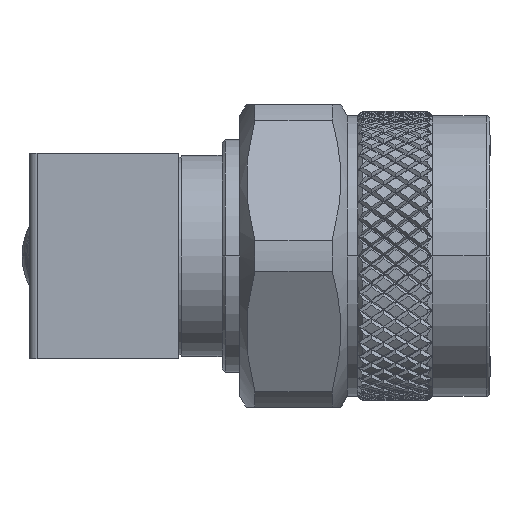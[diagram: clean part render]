
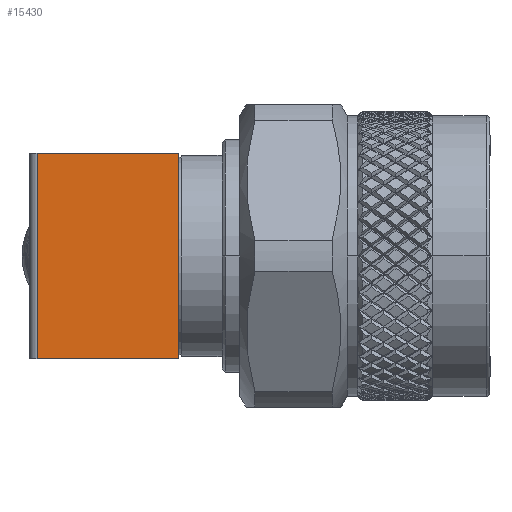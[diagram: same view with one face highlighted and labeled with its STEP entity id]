
A CAD part, left-side view. The second image highlights one B-rep face of the part: STEP entity #15430.
In plain terms, the highlighted planar face has unit normal (-1, 0, 0).
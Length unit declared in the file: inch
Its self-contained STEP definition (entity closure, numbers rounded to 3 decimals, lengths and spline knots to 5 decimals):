
#3741 = DIRECTION ( 'NONE',  ( 0., -1., 0. ) ) ;
#8784 = AXIS2_PLACEMENT_3D ( 'NONE', #37417, #58029, #26591 ) ;
#11719 = FACE_OUTER_BOUND ( 'NONE', #61915, .T. ) ;
#12121 = VECTOR ( 'NONE', #65614, 39.37008 ) ;
#12793 = VERTEX_POINT ( 'NONE', #13423 ) ;
#12894 = VECTOR ( 'NONE', #38298, 39.37008 ) ;
#13423 = CARTESIAN_POINT ( 'NONE',  ( -0.27559, 0.24024, -0.27559 ) ) ;
#15430 = ADVANCED_FACE ( 'NONE', ( #11719 ), #62777, .F. ) ;
#17029 = EDGE_CURVE ( 'NONE', #66216, #35134, #37440, .T. ) ;
#18588 = EDGE_CURVE ( 'NONE', #66216, #12793, #30447, .T. ) ;
#19898 = ORIENTED_EDGE ( 'NONE', *, *, #18588, .T. ) ;
#20017 = CARTESIAN_POINT ( 'NONE',  ( -0.27559, -0.13876, -0.27559 ) ) ;
#26560 = EDGE_CURVE ( 'NONE', #12793, #59814, #39585, .T. ) ;
#26591 = DIRECTION ( 'NONE',  ( 0., 1., 0. ) ) ;
#26684 = CARTESIAN_POINT ( 'NONE',  ( -0.27559, 0.24024, 0.27559 ) ) ;
#26819 = LINE ( 'NONE', #64000, #12894 ) ;
#30447 = LINE ( 'NONE', #50094, #12121 ) ;
#35134 = VERTEX_POINT ( 'NONE', #36541 ) ;
#36541 = CARTESIAN_POINT ( 'NONE',  ( -0.27559, -0.13876, 0.27559 ) ) ;
#36894 = VECTOR ( 'NONE', #59732, 39.37008 ) ;
#37417 = CARTESIAN_POINT ( 'NONE',  ( -0.27559, -0.24024, 0.27559 ) ) ;
#37440 = LINE ( 'NONE', #42514, #36894 ) ;
#38298 = DIRECTION ( 'NONE',  ( 0., 0., 1. ) ) ;
#39585 = LINE ( 'NONE', #64948, #40261 ) ;
#39768 = ORIENTED_EDGE ( 'NONE', *, *, #26560, .T. ) ;
#40261 = VECTOR ( 'NONE', #3741, 39.37008 ) ;
#42514 = CARTESIAN_POINT ( 'NONE',  ( -0.27559, -0.24024, 0.27559 ) ) ;
#50094 = CARTESIAN_POINT ( 'NONE',  ( -0.27559, 0.24024, 0.27559 ) ) ;
#53988 = EDGE_CURVE ( 'NONE', #59814, #35134, #26819, .T. ) ;
#58029 = DIRECTION ( 'NONE',  ( 1., 0., 0. ) ) ;
#58842 = ORIENTED_EDGE ( 'NONE', *, *, #17029, .F. ) ;
#59732 = DIRECTION ( 'NONE',  ( 0., -1., 0. ) ) ;
#59814 = VERTEX_POINT ( 'NONE', #20017 ) ;
#61915 = EDGE_LOOP ( 'NONE', ( #39768, #63207, #58842, #19898 ) ) ;
#62777 = PLANE ( 'NONE',  #8784 ) ;
#63207 = ORIENTED_EDGE ( 'NONE', *, *, #53988, .T. ) ;
#64000 = CARTESIAN_POINT ( 'NONE',  ( -0.27559, -0.13876, 0.27559 ) ) ;
#64948 = CARTESIAN_POINT ( 'NONE',  ( -0.27559, -0.24024, -0.27559 ) ) ;
#65614 = DIRECTION ( 'NONE',  ( 0., 0., -1. ) ) ;
#66216 = VERTEX_POINT ( 'NONE', #26684 ) ;
